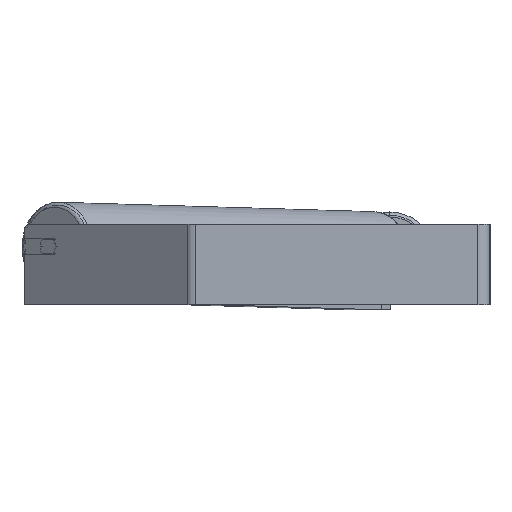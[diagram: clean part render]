
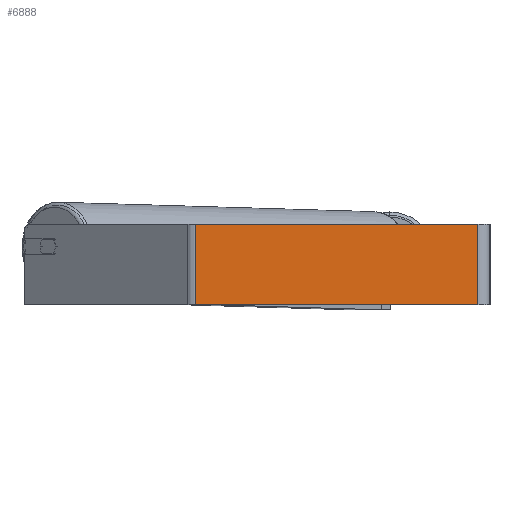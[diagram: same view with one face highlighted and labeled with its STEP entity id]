
A CAD part, left-side view. The second image highlights one B-rep face of the part: STEP entity #6888.
In plain terms, the highlighted planar face has unit normal (-1, 0, 0).
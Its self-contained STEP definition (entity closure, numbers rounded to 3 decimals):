
#123 = DIRECTION ( 'NONE',  ( 0., 0., -1. ) ) ;
#192 = VERTEX_POINT ( 'NONE', #7326 ) ;
#652 = VECTOR ( 'NONE', #1946, 1000. ) ;
#821 = CARTESIAN_POINT ( 'NONE',  ( -800., 297.914, -40. ) ) ;
#1298 = EDGE_CURVE ( 'NONE', #5803, #5089, #5602, .T. ) ;
#1323 = EDGE_CURVE ( 'NONE', #5089, #7777, #6628, .T. ) ;
#1614 = DIRECTION ( 'NONE',  ( 0., -1., 0. ) ) ;
#1657 = LINE ( 'NONE', #821, #3236 ) ;
#1946 = DIRECTION ( 'NONE',  ( 0., -1., 0. ) ) ;
#2065 = EDGE_CURVE ( 'NONE', #192, #7777, #1657, .T. ) ;
#2111 = EDGE_CURVE ( 'NONE', #5803, #192, #6872, .T. ) ;
#2178 = CARTESIAN_POINT ( 'NONE',  ( -800., 12., 40. ) ) ;
#2287 = CARTESIAN_POINT ( 'NONE',  ( -800., 293.547, 40. ) ) ;
#2387 = ORIENTED_EDGE ( 'NONE', *, *, #2065, .T. ) ;
#2501 = CARTESIAN_POINT ( 'NONE',  ( -800., 12., 40. ) ) ;
#3236 = VECTOR ( 'NONE', #1614, 1000. ) ;
#3590 = FACE_OUTER_BOUND ( 'NONE', #5012, .T. ) ;
#4202 = PLANE ( 'NONE',  #6169 ) ;
#5012 = EDGE_LOOP ( 'NONE', ( #2387, #9142, #5062, #5614 ) ) ;
#5062 = ORIENTED_EDGE ( 'NONE', *, *, #1298, .F. ) ;
#5089 = VERTEX_POINT ( 'NONE', #2501 ) ;
#5367 = CARTESIAN_POINT ( 'NONE',  ( -800., 293.547, 40. ) ) ;
#5602 = LINE ( 'NONE', #6259, #652 ) ;
#5614 = ORIENTED_EDGE ( 'NONE', *, *, #2111, .T. ) ;
#5718 = DIRECTION ( 'NONE',  ( 1., 0., 0. ) ) ;
#5803 = VERTEX_POINT ( 'NONE', #2287 ) ;
#6169 = AXIS2_PLACEMENT_3D ( 'NONE', #6425, #5718, #8616 ) ;
#6259 = CARTESIAN_POINT ( 'NONE',  ( -800., 297.914, 40. ) ) ;
#6425 = CARTESIAN_POINT ( 'NONE',  ( -800., 297.914, 40. ) ) ;
#6628 = LINE ( 'NONE', #2178, #8066 ) ;
#6872 = LINE ( 'NONE', #5367, #9135 ) ;
#6888 = ADVANCED_FACE ( 'NONE', ( #3590 ), #4202, .F. ) ;
#7109 = CARTESIAN_POINT ( 'NONE',  ( -800., 12., -40. ) ) ;
#7326 = CARTESIAN_POINT ( 'NONE',  ( -800., 293.547, -40. ) ) ;
#7777 = VERTEX_POINT ( 'NONE', #7109 ) ;
#8066 = VECTOR ( 'NONE', #123, 1000. ) ;
#8310 = DIRECTION ( 'NONE',  ( 0., 0., -1. ) ) ;
#8616 = DIRECTION ( 'NONE',  ( 0., 0., -1. ) ) ;
#9135 = VECTOR ( 'NONE', #8310, 1000. ) ;
#9142 = ORIENTED_EDGE ( 'NONE', *, *, #1323, .F. ) ;
